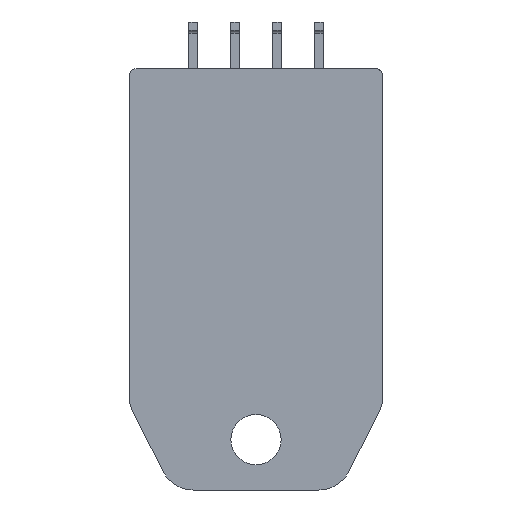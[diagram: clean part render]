
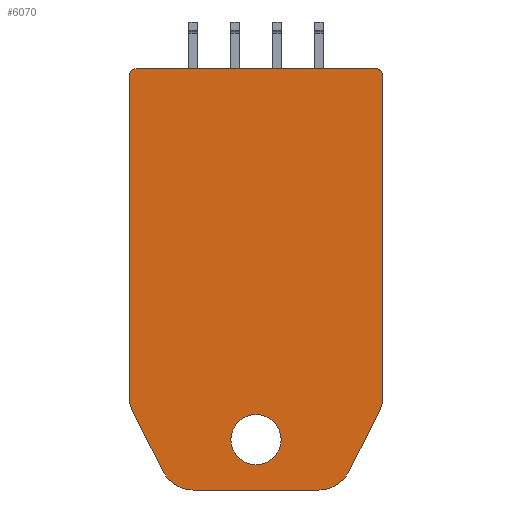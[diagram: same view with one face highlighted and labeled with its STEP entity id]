
A CAD part, front view. The second image highlights one B-rep face of the part: STEP entity #6070.
In plain terms, the highlighted planar face has unit normal (0, -1, 0).
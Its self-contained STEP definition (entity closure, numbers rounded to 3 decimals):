
#70 = EDGE_CURVE ( 'NONE', #3387, #812, #11927, .T. ) ;
#106 = DIRECTION ( 'NONE',  ( 0., 1., 0. ) ) ;
#159 = DIRECTION ( 'NONE',  ( 0., 1., 0. ) ) ;
#177 = CARTESIAN_POINT ( 'NONE',  ( 0., 0., -8.05 ) ) ;
#812 = VERTEX_POINT ( 'NONE', #6899 ) ;
#816 = CARTESIAN_POINT ( 'NONE',  ( 7.15, 0., 12.55 ) ) ;
#914 = CARTESIAN_POINT ( 'NONE',  ( -7.384, 0., 12.55 ) ) ;
#1180 = DIRECTION ( 'NONE',  ( 0., 0., -1. ) ) ;
#1422 = DIRECTION ( 'NONE',  ( 0., 0., 1. ) ) ;
#1426 = VECTOR ( 'NONE', #6039, 1000. ) ;
#1432 = LINE ( 'NONE', #11661, #13218 ) ;
#1568 = VERTEX_POINT ( 'NONE', #4228 ) ;
#1755 = AXIS2_PLACEMENT_3D ( 'NONE', #2284, #11966, #7287 ) ;
#1793 = ORIENTED_EDGE ( 'NONE', *, *, #3045, .F. ) ;
#2238 = CARTESIAN_POINT ( 'NONE',  ( 7.55, 0., 12.15 ) ) ;
#2284 = CARTESIAN_POINT ( 'NONE',  ( 0., 0., -9.55 ) ) ;
#2312 = CARTESIAN_POINT ( 'NONE',  ( -7.15, 0., 12.55 ) ) ;
#2343 = CARTESIAN_POINT ( 'NONE',  ( -5.536, 0., -11.449 ) ) ;
#2395 = CARTESIAN_POINT ( 'NONE',  ( -7.55, 0., 12.15 ) ) ;
#2438 = DIRECTION ( 'NONE',  ( 1., 0., 0. ) ) ;
#2473 = AXIS2_PLACEMENT_3D ( 'NONE', #2660, #12794, #1422 ) ;
#2602 = EDGE_CURVE ( 'NONE', #5181, #15190, #13592, .T. ) ;
#2660 = CARTESIAN_POINT ( 'NONE',  ( -3.75, 0., -10.55 ) ) ;
#2773 = VERTEX_POINT ( 'NONE', #9011 ) ;
#3045 = EDGE_CURVE ( 'NONE', #15013, #8580, #8578, .T. ) ;
#3156 = AXIS2_PLACEMENT_3D ( 'NONE', #3952, #159, #10162 ) ;
#3330 = ORIENTED_EDGE ( 'NONE', *, *, #8387, .T. ) ;
#3387 = VERTEX_POINT ( 'NONE', #12464 ) ;
#3539 = ORIENTED_EDGE ( 'NONE', *, *, #11097, .F. ) ;
#3540 = LINE ( 'NONE', #14645, #9951 ) ;
#3587 = CIRCLE ( 'NONE', #1755, 1.5 ) ;
#3614 = ORIENTED_EDGE ( 'NONE', *, *, #16191, .F. ) ;
#3661 = DIRECTION ( 'NONE',  ( -0.45, 0., 0.893 ) ) ;
#3832 = CARTESIAN_POINT ( 'NONE',  ( 7.55, 0., 12.55 ) ) ;
#3952 = CARTESIAN_POINT ( 'NONE',  ( 3.75, 0., -10.55 ) ) ;
#4228 = CARTESIAN_POINT ( 'NONE',  ( -7.55, 0., 12.15 ) ) ;
#4346 = EDGE_LOOP ( 'NONE', ( #3330, #3539, #5461, #12605, #12962, #9104, #5897, #5576, #3614, #1793, #11314, #11576 ) ) ;
#4356 = CARTESIAN_POINT ( 'NONE',  ( 7.384, 0., 12.55 ) ) ;
#4578 = EDGE_CURVE ( 'NONE', #2773, #7201, #11377, .T. ) ;
#4666 = CARTESIAN_POINT ( 'NONE',  ( 7.55, 0., -7.45 ) ) ;
#4773 = VERTEX_POINT ( 'NONE', #9846 ) ;
#5083 = EDGE_CURVE ( 'NONE', #15013, #4773, #15004, .T. ) ;
#5181 = VERTEX_POINT ( 'NONE', #10889 ) ;
#5461 = ORIENTED_EDGE ( 'NONE', *, *, #8663, .F. ) ;
#5547 = AXIS2_PLACEMENT_3D ( 'NONE', #5752, #10821, #14557 ) ;
#5576 = ORIENTED_EDGE ( 'NONE', *, *, #70, .F. ) ;
#5608 = VERTEX_POINT ( 'NONE', #6959 ) ;
#5752 = CARTESIAN_POINT ( 'NONE',  ( 0., 0., -9.55 ) ) ;
#5757 = CIRCLE ( 'NONE', #7065, 1.684 ) ;
#5861 = PLANE ( 'NONE',  #11179 ) ;
#5897 = ORIENTED_EDGE ( 'NONE', *, *, #9484, .F. ) ;
#5937 = CARTESIAN_POINT ( 'NONE',  ( 7.55, 0., -7.05 ) ) ;
#6020 = FACE_BOUND ( 'NONE', #6948, .T. ) ;
#6034 = CIRCLE ( 'NONE', #3156, 2. ) ;
#6039 = DIRECTION ( 'NONE',  ( -0.45, 0., -0.893 ) ) ;
#6070 = ADVANCED_FACE ( 'NONE', ( #6020, #7414 ), #5861, .T. ) ;
#6218 = LINE ( 'NONE', #3832, #12640 ) ;
#6280 = DIRECTION ( 'NONE',  ( 0., 1., 0. ) ) ;
#6899 = CARTESIAN_POINT ( 'NONE',  ( 5.536, 0., -11.449 ) ) ;
#6948 = EDGE_LOOP ( 'NONE', ( #15867, #9414 ) ) ;
#6959 = CARTESIAN_POINT ( 'NONE',  ( -7.55, 0., -7.05 ) ) ;
#7065 = AXIS2_PLACEMENT_3D ( 'NONE', #11250, #106, #9939 ) ;
#7117 = DIRECTION ( 'NONE',  ( 0., 0., -1. ) ) ;
#7201 = VERTEX_POINT ( 'NONE', #9247 ) ;
#7223 = CARTESIAN_POINT ( 'NONE',  ( -7.37, 0., -7.807 ) ) ;
#7287 = DIRECTION ( 'NONE',  ( 0., 0., 1. ) ) ;
#7333 = CARTESIAN_POINT ( 'NONE',  ( 0., 0., 0. ) ) ;
#7414 = FACE_OUTER_BOUND ( 'NONE', #4346, .T. ) ;
#7834 = DIRECTION ( 'NONE',  ( 0., 0., 1. ) ) ;
#8387 = EDGE_CURVE ( 'NONE', #11765, #1568, #14053, .T. ) ;
#8468 = DIRECTION ( 'NONE',  ( 0., -1., 0. ) ) ;
#8578 = LINE ( 'NONE', #4666, #12856 ) ;
#8580 = VERTEX_POINT ( 'NONE', #5937 ) ;
#8663 = EDGE_CURVE ( 'NONE', #9334, #5608, #5757, .T. ) ;
#9011 = CARTESIAN_POINT ( 'NONE',  ( -3.75, 0., -12.55 ) ) ;
#9104 = ORIENTED_EDGE ( 'NONE', *, *, #9363, .F. ) ;
#9247 = CARTESIAN_POINT ( 'NONE',  ( -5.536, 0., -11.449 ) ) ;
#9334 = VERTEX_POINT ( 'NONE', #7223 ) ;
#9363 = EDGE_CURVE ( 'NONE', #10580, #2773, #3540, .T. ) ;
#9414 = ORIENTED_EDGE ( 'NONE', *, *, #2602, .T. ) ;
#9484 = EDGE_CURVE ( 'NONE', #812, #10580, #6034, .T. ) ;
#9846 = CARTESIAN_POINT ( 'NONE',  ( 7.15, 0., 12.55 ) ) ;
#9939 = DIRECTION ( 'NONE',  ( 0., 0., 1. ) ) ;
#9951 = VECTOR ( 'NONE', #16143, 1000. ) ;
#10162 = DIRECTION ( 'NONE',  ( 0., 0., 1. ) ) ;
#10182 = EDGE_CURVE ( 'NONE', #7201, #9334, #11355, .T. ) ;
#10487 = CARTESIAN_POINT ( 'NONE',  ( 7.55, 0., 12.15 ) ) ;
#10580 = VERTEX_POINT ( 'NONE', #12176 ) ;
#10821 = DIRECTION ( 'NONE',  ( 0., 1., 0. ) ) ;
#10889 = CARTESIAN_POINT ( 'NONE',  ( 0., 0., -11.05 ) ) ;
#10979 = VECTOR ( 'NONE', #3661, 1000. ) ;
#10996 = AXIS2_PLACEMENT_3D ( 'NONE', #11482, #6280, #11638 ) ;
#11097 = EDGE_CURVE ( 'NONE', #5608, #1568, #1432, .T. ) ;
#11132 = CARTESIAN_POINT ( 'NONE',  ( -7.15, 0., 12.55 ) ) ;
#11179 = AXIS2_PLACEMENT_3D ( 'NONE', #7333, #8468, #1180 ) ;
#11250 = CARTESIAN_POINT ( 'NONE',  ( -5.866, 0., -7.05 ) ) ;
#11314 = ORIENTED_EDGE ( 'NONE', *, *, #5083, .T. ) ;
#11355 = LINE ( 'NONE', #2343, #10979 ) ;
#11377 = CIRCLE ( 'NONE', #2473, 2. ) ;
#11482 = CARTESIAN_POINT ( 'NONE',  ( 5.866, 0., -7.05 ) ) ;
#11576 = ORIENTED_EDGE ( 'NONE', *, *, #14710, .F. ) ;
#11638 = DIRECTION ( 'NONE',  ( 0., 0., -1. ) ) ;
#11661 = CARTESIAN_POINT ( 'NONE',  ( -7.55, 0., -7.45 ) ) ;
#11692 = EDGE_CURVE ( 'NONE', #15190, #5181, #3587, .T. ) ;
#11765 = VERTEX_POINT ( 'NONE', #11132 ) ;
#11927 = LINE ( 'NONE', #15688, #1426 ) ;
#11966 = DIRECTION ( 'NONE',  ( 0., 1., 0. ) ) ;
#12176 = CARTESIAN_POINT ( 'NONE',  ( 3.75, 0., -12.55 ) ) ;
#12464 = CARTESIAN_POINT ( 'NONE',  ( 7.37, 0., -7.807 ) ) ;
#12605 = ORIENTED_EDGE ( 'NONE', *, *, #10182, .F. ) ;
#12640 = VECTOR ( 'NONE', #2438, 1000. ) ;
#12794 = DIRECTION ( 'NONE',  ( 0., 1., 0. ) ) ;
#12856 = VECTOR ( 'NONE', #7117, 1000. ) ;
#12962 = ORIENTED_EDGE ( 'NONE', *, *, #4578, .F. ) ;
#13218 = VECTOR ( 'NONE', #7834, 1000. ) ;
#13591 = CARTESIAN_POINT ( 'NONE',  ( -7.55, 0., 12.384 ) ) ;
#13592 = CIRCLE ( 'NONE', #5547, 1.5 ) ;
#14053 =( BOUNDED_CURVE ( )  B_SPLINE_CURVE ( 3, ( #2312, #914, #13591, #2395 ),
 .UNSPECIFIED., .F., .F. ) 
 B_SPLINE_CURVE_WITH_KNOTS ( ( 4, 4 ),
 ( 5.498, 7.068 ),
 .UNSPECIFIED. ) 
 CURVE ( )  GEOMETRIC_REPRESENTATION_ITEM ( )  RATIONAL_B_SPLINE_CURVE ( ( 1., 0.805, 0.805, 1. ) ) 
 REPRESENTATION_ITEM ( '' )  );
#14372 = CIRCLE ( 'NONE', #10996, 1.684 ) ;
#14557 = DIRECTION ( 'NONE',  ( 0., 0., 1. ) ) ;
#14645 = CARTESIAN_POINT ( 'NONE',  ( 3.75, 0., -12.55 ) ) ;
#14710 = EDGE_CURVE ( 'NONE', #11765, #4773, #6218, .T. ) ;
#15004 =( BOUNDED_CURVE ( )  B_SPLINE_CURVE ( 3, ( #10487, #15562, #4356, #816 ),
 .UNSPECIFIED., .F., .F. ) 
 B_SPLINE_CURVE_WITH_KNOTS ( ( 4, 4 ),
 ( 5.498, 7.068 ),
 .UNSPECIFIED. ) 
 CURVE ( )  GEOMETRIC_REPRESENTATION_ITEM ( )  RATIONAL_B_SPLINE_CURVE ( ( 1., 0.805, 0.805, 1. ) ) 
 REPRESENTATION_ITEM ( '' )  );
#15013 = VERTEX_POINT ( 'NONE', #2238 ) ;
#15190 = VERTEX_POINT ( 'NONE', #177 ) ;
#15562 = CARTESIAN_POINT ( 'NONE',  ( 7.55, 0., 12.384 ) ) ;
#15688 = CARTESIAN_POINT ( 'NONE',  ( 5.536, 0., -11.449 ) ) ;
#15867 = ORIENTED_EDGE ( 'NONE', *, *, #11692, .T. ) ;
#16143 = DIRECTION ( 'NONE',  ( -1., 0., 0. ) ) ;
#16191 = EDGE_CURVE ( 'NONE', #8580, #3387, #14372, .T. ) ;
